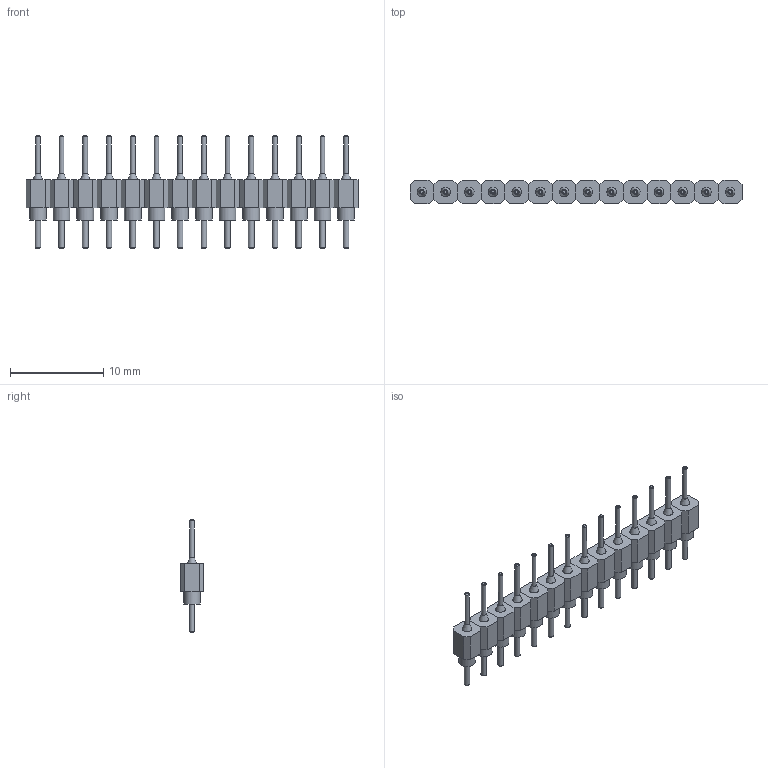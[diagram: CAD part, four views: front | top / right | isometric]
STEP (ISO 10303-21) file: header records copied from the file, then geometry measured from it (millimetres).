
FILE_DESCRIPTION(/* description */ (''),/* implementation_level */ '2;1');
FILE_NAME(/* name */ 'Round Male Pin Header v9 1x14.step',/* time_stamp */ '2023-04-25T09:05:36+02:00',/* author */ (''),/* organization */ (''),/* preprocessor_version */ 'ST-DEVELOPER v19.2',/* originating_system */ 'Autodesk Translation Framework v11.17.0.187',/* authorisation */ '');
FILE_SCHEMA (('AUTOMOTIVE_DESIGN { 1 0 10303 214 3 1 1 }'));
Length unit declared in the file: millimetre
Products named in the file (3): Round Male Pin Header; Case; Pin
Assembly tree (28 placements, depth 2):
  Round Male Pin Header
    Pin  x14
    Case  x14
Bounding box: 35.56 x 2.54 x 12 mm (x, y, z)
Volume: 322.5 mm3; surface area: 1262.5 mm2
Topology: 28 solids, 28 shells, 462 faces, 854 edges, 546 vertices
Faces by surface type: plane 266, cylinder 140, cone 56
Full cylindrical faces by diameter (mm): 0.5 x14, 0.6 x14, 1 x28, 1.38 x28, 1.48 x28, 1.78 x28
Entity records: 1129 total; most frequent: DIRECTION 212, CARTESIAN_POINT 164, ORIENTED_EDGE 122, AXIS2_PLACEMENT_3D 87, EDGE_CURVE 61, EDGE_LOOP 42, VERTEX_POINT 39, LINE 38
